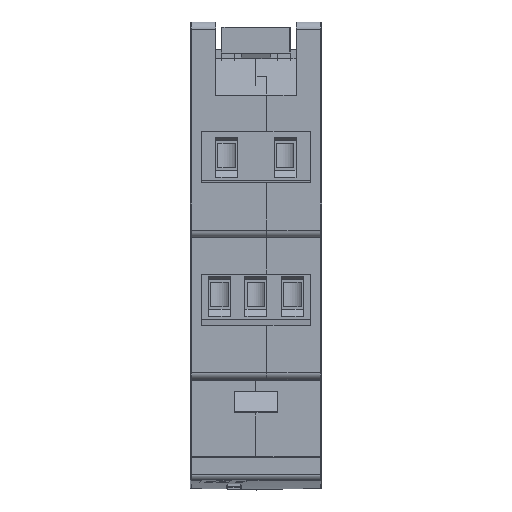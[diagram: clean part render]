
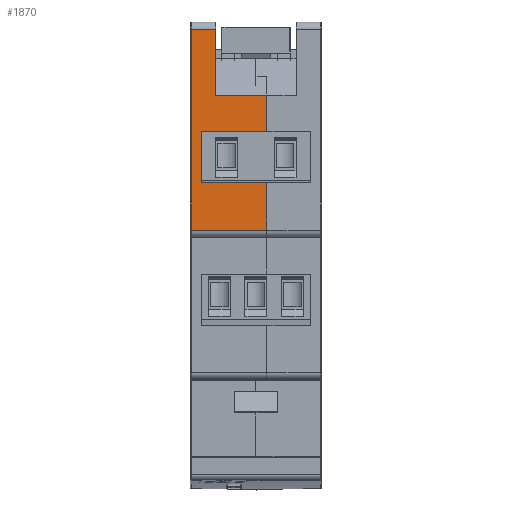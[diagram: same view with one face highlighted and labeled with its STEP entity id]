
A CAD part, top view. The second image highlights one B-rep face of the part: STEP entity #1870.
In plain terms, the highlighted planar face has unit normal (0, 0, 1).
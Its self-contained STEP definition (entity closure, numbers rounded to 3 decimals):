
#1870=ADVANCED_FACE('',(#3849),#3851,.T.);
#3849=FACE_BOUND('',#3850,.T.);
#3850=EDGE_LOOP('',(#8610,#8611,#8612,#8613,#8614,#8615,#8616,#8617,#8618,#8619));
#3851=PLANE('',#3852);
#3852=AXIS2_PLACEMENT_3D('',#3853,#3854,#3855);
#3853=CARTESIAN_POINT('',(0.,28.75,44.75));
#3854=DIRECTION('',(0.,0.,1.));
#3855=DIRECTION('',(0.,-1.,0.));
#8610=ORIENTED_EDGE('',*,*,#11863,.T.);
#8611=ORIENTED_EDGE('',*,*,#11864,.T.);
#8612=ORIENTED_EDGE('',*,*,#11865,.F.);
#8613=ORIENTED_EDGE('',*,*,#11866,.T.);
#8614=ORIENTED_EDGE('',*,*,#11867,.T.);
#8615=ORIENTED_EDGE('',*,*,#11868,.T.);
#8616=ORIENTED_EDGE('',*,*,#11869,.F.);
#8617=ORIENTED_EDGE('',*,*,#11777,.T.);
#8618=ORIENTED_EDGE('',*,*,#11743,.T.);
#8619=ORIENTED_EDGE('',*,*,#11862,.F.);
#11743=EDGE_CURVE('',#13669,#13667,#13670,.T.);
#11777=EDGE_CURVE('',#13734,#13669,#13735,.F.);
#11862=EDGE_CURVE('',#13878,#13667,#13880,.T.);
#11863=EDGE_CURVE('',#13878,#13881,#13882,.T.);
#11864=EDGE_CURVE('',#13881,#13883,#13884,.T.);
#11865=EDGE_CURVE('',#13885,#13883,#13886,.T.);
#11866=EDGE_CURVE('',#13885,#13887,#13888,.F.);
#11867=EDGE_CURVE('',#13887,#13889,#13890,.T.);
#11868=EDGE_CURVE('',#13889,#13891,#13892,.F.);
#11869=EDGE_CURVE('',#13734,#13891,#13893,.T.);
#13667=VERTEX_POINT('',#17083);
#13669=VERTEX_POINT('',#17088);
#13670=LINE('',#17089,#17090);
#13734=VERTEX_POINT('',#17228);
#13735=LINE('',#17229,#17230);
#13878=VERTEX_POINT('',#17540);
#13880=LINE('',#17545,#17546);
#13881=VERTEX_POINT('',#17548);
#13882=LINE('',#17549,#17550);
#13883=VERTEX_POINT('',#17552);
#13884=LINE('',#17553,#17554);
#13885=VERTEX_POINT('',#17556);
#13886=LINE('',#17557,#17558);
#13887=VERTEX_POINT('',#17560);
#13888=LINE('',#17561,#17562);
#13889=VERTEX_POINT('',#17564);
#13890=LINE('',#17565,#17566);
#13891=VERTEX_POINT('',#17568);
#13892=LINE('',#17569,#17570);
#13893=LINE('',#17572,#17573);
#17083=CARTESIAN_POINT('',(3.5,28.75,44.75));
#17088=CARTESIAN_POINT('',(3.5,19.75,44.75));
#17089=CARTESIAN_POINT('',(3.5,19.75,44.75));
#17090=VECTOR('',#17091,1.);
#17091=DIRECTION('',(0.,1.,0.));
#17228=CARTESIAN_POINT('',(10.5,19.75,44.75));
#17229=CARTESIAN_POINT('',(3.5,19.75,44.75));
#17230=VECTOR('',#17231,1.);
#17231=DIRECTION('',(1.,0.,0.));
#17540=CARTESIAN_POINT('',(0.2,28.75,44.75));
#17545=CARTESIAN_POINT('',(0.2,28.75,44.75));
#17546=VECTOR('',#17547,1.);
#17547=DIRECTION('',(1.,0.,0.));
#17548=CARTESIAN_POINT('',(0.2,1.25,44.75));
#17549=CARTESIAN_POINT('',(0.2,28.75,44.75));
#17550=VECTOR('',#17551,1.);
#17551=DIRECTION('',(0.,-1.,0.));
#17552=CARTESIAN_POINT('',(10.5,1.25,44.75));
#17553=CARTESIAN_POINT('',(0.2,1.25,44.75));
#17554=VECTOR('',#17555,1.);
#17555=DIRECTION('',(1.,0.,0.));
#17556=CARTESIAN_POINT('',(10.5,7.75,44.75));
#17557=CARTESIAN_POINT('',(10.5,7.75,44.75));
#17558=VECTOR('',#17559,1.);
#17559=DIRECTION('',(0.,-1.,0.));
#17560=CARTESIAN_POINT('',(1.5,7.75,44.75));
#17561=CARTESIAN_POINT('',(1.5,7.75,44.75));
#17562=VECTOR('',#17563,1.);
#17563=DIRECTION('',(1.,0.,0.));
#17564=CARTESIAN_POINT('',(1.5,14.75,44.75));
#17565=CARTESIAN_POINT('',(1.5,7.75,44.75));
#17566=VECTOR('',#17567,1.);
#17567=DIRECTION('',(0.,1.,0.));
#17568=CARTESIAN_POINT('',(10.5,14.75,44.75));
#17569=CARTESIAN_POINT('',(10.5,14.75,44.75));
#17570=VECTOR('',#17571,1.);
#17571=DIRECTION('',(-1.,0.,0.));
#17572=CARTESIAN_POINT('',(10.5,19.75,44.75));
#17573=VECTOR('',#17574,1.);
#17574=DIRECTION('',(0.,-1.,0.));
